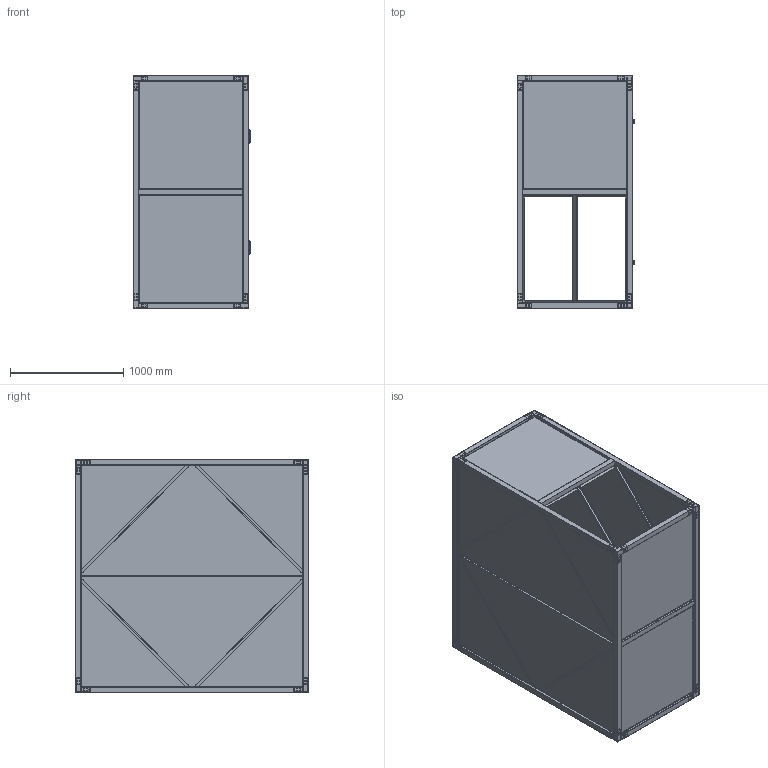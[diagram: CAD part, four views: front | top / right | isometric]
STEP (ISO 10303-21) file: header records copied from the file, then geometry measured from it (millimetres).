
FILE_DESCRIPTION (( 'STEP AP203' ), '1' );
FILE_NAME ('SK-18-G1-2060.STEP', '2022-06-01T13:26:24', ( '' ), ( '' ), 'SwSTEP 2.0', 'SolidWorks 2019', '' );
FILE_SCHEMA (( 'CONFIG_CONTROL_DESIGN' ));
Products named in the file (1): SK-18-G1-2060
Bounding box: 1039 x 2060 x 2060 mm (x, y, z)
Volume: 32298264.2 mm3; surface area: 38452246.8 mm2
Topology: 53 solids, 53 shells, 4280 faces, 10810 edges, 6660 vertices
Faces by surface type: plane 2378, cylinder 1446, cone 272, bspline 160, torus 16, sphere 8
Entity records: 131779 total; most frequent: CARTESIAN_POINT 27375, DIRECTION 21636, ORIENTED_EDGE 21604, EDGE_CURVE 10802, VECTOR 7610, LINE 7610, AXIS2_PLACEMENT_3D 7013, VERTEX_POINT 6660
